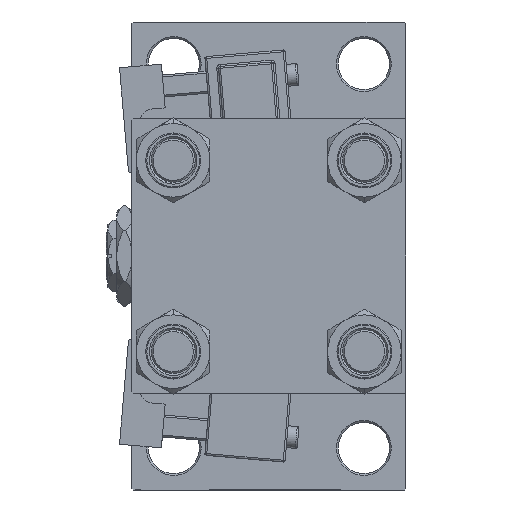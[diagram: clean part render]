
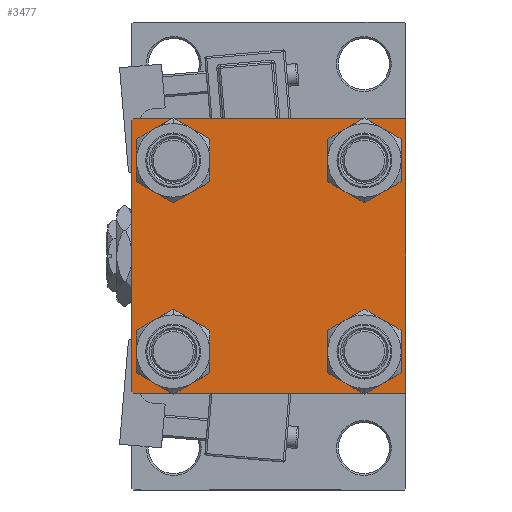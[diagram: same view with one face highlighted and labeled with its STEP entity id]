
A CAD part, left-side view. The second image highlights one B-rep face of the part: STEP entity #3477.
In plain terms, the highlighted planar face has unit normal (-1, 0, 0).
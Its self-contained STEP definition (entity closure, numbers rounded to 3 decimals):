
#86 = CIRCLE ( 'NONE', #6801, 6.5 ) ;
#88 = DIRECTION ( 'NONE',  ( 0., 0.707, -0.707 ) ) ;
#552 = CARTESIAN_POINT ( 'NONE',  ( 0., -26.15, 26.15 ) ) ;
#842 = CARTESIAN_POINT ( 'NONE',  ( 0., 37.25, -37.25 ) ) ;
#1252 = DIRECTION ( 'NONE',  ( 0., -1., 0. ) ) ;
#1540 = DIRECTION ( 'NONE',  ( 0., -1., 0. ) ) ;
#3477 = ADVANCED_FACE ( 'NONE', ( #14610, #30550, #34757, #14876, #7049 ), #47022, .T. ) ;
#4504 = VECTOR ( 'NONE', #88, 1000. ) ;
#5093 = AXIS2_PLACEMENT_3D ( 'NONE', #48559, #17456, #33397 ) ;
#5413 = VERTEX_POINT ( 'NONE', #6879 ) ;
#5707 = CARTESIAN_POINT ( 'NONE',  ( 0., 37.5, -37.5 ) ) ;
#5856 = AXIS2_PLACEMENT_3D ( 'NONE', #11213, #51460, #35541 ) ;
#6801 = AXIS2_PLACEMENT_3D ( 'NONE', #48963, #41642, #31836 ) ;
#6879 = CARTESIAN_POINT ( 'NONE',  ( 0., -37.5, 37. ) ) ;
#7033 = VECTOR ( 'NONE', #1540, 1000. ) ;
#7049 = FACE_OUTER_BOUND ( 'NONE', #32978, .T. ) ;
#7987 = CIRCLE ( 'NONE', #44671, 6.5 ) ;
#8159 = DIRECTION ( 'NONE',  ( 1., 0., 0. ) ) ;
#8603 = VERTEX_POINT ( 'NONE', #19469 ) ;
#8714 = VECTOR ( 'NONE', #41571, 1000. ) ;
#8970 = ORIENTED_EDGE ( 'NONE', *, *, #35105, .T. ) ;
#9540 = VERTEX_POINT ( 'NONE', #38380 ) ;
#9690 = LINE ( 'NONE', #45745, #8714 ) ;
#9766 = EDGE_CURVE ( 'NONE', #36220, #18862, #86, .T. ) ;
#10334 = CARTESIAN_POINT ( 'NONE',  ( 0., -37.25, -37.25 ) ) ;
#10994 = EDGE_LOOP ( 'NONE', ( #8970, #15905 ) ) ;
#11213 = CARTESIAN_POINT ( 'NONE',  ( 0., 0., 0. ) ) ;
#12053 = VECTOR ( 'NONE', #46123, 1000. ) ;
#12858 = VECTOR ( 'NONE', #1252, 1000. ) ;
#13021 = CARTESIAN_POINT ( 'NONE',  ( 0., -26.15, 26.15 ) ) ;
#13697 = VECTOR ( 'NONE', #49027, 1000. ) ;
#13950 = CARTESIAN_POINT ( 'NONE',  ( 0., 26.15, -32.65 ) ) ;
#14148 = EDGE_CURVE ( 'NONE', #44531, #15409, #28770, .T. ) ;
#14254 = LINE ( 'NONE', #10334, #41602 ) ;
#14340 = CARTESIAN_POINT ( 'NONE',  ( 0., 37., 37.5 ) ) ;
#14610 = FACE_BOUND ( 'NONE', #17066, .T. ) ;
#14806 = EDGE_CURVE ( 'NONE', #5413, #15409, #37510, .T. ) ;
#14876 = FACE_BOUND ( 'NONE', #15444, .T. ) ;
#15006 = VERTEX_POINT ( 'NONE', #39590 ) ;
#15033 = EDGE_CURVE ( 'NONE', #44531, #26170, #19467, .T. ) ;
#15409 = VERTEX_POINT ( 'NONE', #48315 ) ;
#15444 = EDGE_LOOP ( 'NONE', ( #30288, #22193 ) ) ;
#15905 = ORIENTED_EDGE ( 'NONE', *, *, #43008, .T. ) ;
#16588 = CARTESIAN_POINT ( 'NONE',  ( 0., 37., -37.5 ) ) ;
#16809 = DIRECTION ( 'NONE',  ( 0., -0.707, -0.707 ) ) ;
#17066 = EDGE_LOOP ( 'NONE', ( #48350, #44040 ) ) ;
#17445 = EDGE_CURVE ( 'NONE', #18862, #36220, #40351, .T. ) ;
#17456 = DIRECTION ( 'NONE',  ( 1., 0., 0. ) ) ;
#17507 = ORIENTED_EDGE ( 'NONE', *, *, #15033, .T. ) ;
#17833 = AXIS2_PLACEMENT_3D ( 'NONE', #37393, #45486, #26407 ) ;
#18624 = EDGE_CURVE ( 'NONE', #41811, #8603, #22178, .T. ) ;
#18862 = VERTEX_POINT ( 'NONE', #35756 ) ;
#19125 = EDGE_CURVE ( 'NONE', #26170, #35718, #9690, .T. ) ;
#19467 = LINE ( 'NONE', #40341, #4504 ) ;
#19469 = CARTESIAN_POINT ( 'NONE',  ( 0., -37., -37.5 ) ) ;
#20853 = VERTEX_POINT ( 'NONE', #36710 ) ;
#21019 = VERTEX_POINT ( 'NONE', #13950 ) ;
#22178 = LINE ( 'NONE', #5707, #12858 ) ;
#22193 = ORIENTED_EDGE ( 'NONE', *, *, #17445, .T. ) ;
#22360 = DIRECTION ( 'NONE',  ( 0., -0.707, 0.707 ) ) ;
#22759 = CARTESIAN_POINT ( 'NONE',  ( 0., 26.15, -26.15 ) ) ;
#23165 = EDGE_LOOP ( 'NONE', ( #27225, #28943 ) ) ;
#24598 = CARTESIAN_POINT ( 'NONE',  ( 0., 26.15, 32.65 ) ) ;
#25262 = CARTESIAN_POINT ( 'NONE',  ( 0., -26.15, 19.65 ) ) ;
#25323 = CIRCLE ( 'NONE', #49514, 6.5 ) ;
#26029 = LINE ( 'NONE', #38060, #13697 ) ;
#26170 = VERTEX_POINT ( 'NONE', #40583 ) ;
#26327 = ORIENTED_EDGE ( 'NONE', *, *, #46469, .T. ) ;
#26407 = DIRECTION ( 'NONE',  ( 0., 0., 1. ) ) ;
#27225 = ORIENTED_EDGE ( 'NONE', *, *, #39925, .T. ) ;
#27479 = ORIENTED_EDGE ( 'NONE', *, *, #47250, .F. ) ;
#27930 = VECTOR ( 'NONE', #16809, 1000. ) ;
#27940 = CIRCLE ( 'NONE', #49635, 6.5 ) ;
#28274 = ORIENTED_EDGE ( 'NONE', *, *, #48782, .T. ) ;
#28586 = ORIENTED_EDGE ( 'NONE', *, *, #18624, .T. ) ;
#28770 = LINE ( 'NONE', #44433, #7033 ) ;
#28943 = ORIENTED_EDGE ( 'NONE', *, *, #30300, .T. ) ;
#30288 = ORIENTED_EDGE ( 'NONE', *, *, #9766, .T. ) ;
#30300 = EDGE_CURVE ( 'NONE', #21019, #40398, #32645, .T. ) ;
#30478 = ORIENTED_EDGE ( 'NONE', *, *, #14806, .T. ) ;
#30550 = FACE_BOUND ( 'NONE', #10994, .T. ) ;
#31836 = DIRECTION ( 'NONE',  ( 0., 0., 1. ) ) ;
#32645 = CIRCLE ( 'NONE', #5093, 6.5 ) ;
#32978 = EDGE_LOOP ( 'NONE', ( #39708, #28274, #28586, #26327, #27479, #30478, #35395, #17507 ) ) ;
#33397 = DIRECTION ( 'NONE',  ( 0., 0., 1. ) ) ;
#33789 = DIRECTION ( 'NONE',  ( 1., 0., 0. ) ) ;
#34128 = DIRECTION ( 'NONE',  ( 0., 0., 1. ) ) ;
#34757 = FACE_BOUND ( 'NONE', #23165, .T. ) ;
#35105 = EDGE_CURVE ( 'NONE', #9540, #20853, #25323, .T. ) ;
#35387 = AXIS2_PLACEMENT_3D ( 'NONE', #13021, #50049, #34128 ) ;
#35395 = ORIENTED_EDGE ( 'NONE', *, *, #14148, .F. ) ;
#35541 = DIRECTION ( 'NONE',  ( 0., 0., 1. ) ) ;
#35718 = VERTEX_POINT ( 'NONE', #36181 ) ;
#35756 = CARTESIAN_POINT ( 'NONE',  ( 0., 26.15, 19.65 ) ) ;
#36181 = CARTESIAN_POINT ( 'NONE',  ( 0., 37.5, -37. ) ) ;
#36220 = VERTEX_POINT ( 'NONE', #24598 ) ;
#36676 = LINE ( 'NONE', #842, #27930 ) ;
#36710 = CARTESIAN_POINT ( 'NONE',  ( 0., -26.15, -32.65 ) ) ;
#37393 = CARTESIAN_POINT ( 'NONE',  ( 0., 26.15, 26.15 ) ) ;
#37510 = LINE ( 'NONE', #49260, #12053 ) ;
#38060 = CARTESIAN_POINT ( 'NONE',  ( 0., -37.5, 37.5 ) ) ;
#38292 = CARTESIAN_POINT ( 'NONE',  ( 0., -37.5, -37. ) ) ;
#38380 = CARTESIAN_POINT ( 'NONE',  ( 0., -26.15, -19.65 ) ) ;
#38779 = VERTEX_POINT ( 'NONE', #25262 ) ;
#38966 = DIRECTION ( 'NONE',  ( 0., 0., 1. ) ) ;
#39247 = EDGE_CURVE ( 'NONE', #15006, #38779, #40344, .T. ) ;
#39590 = CARTESIAN_POINT ( 'NONE',  ( 0., -26.15, 32.65 ) ) ;
#39708 = ORIENTED_EDGE ( 'NONE', *, *, #19125, .T. ) ;
#39925 = EDGE_CURVE ( 'NONE', #40398, #21019, #47086, .T. ) ;
#40341 = CARTESIAN_POINT ( 'NONE',  ( 0., 37.25, 37.25 ) ) ;
#40344 = CIRCLE ( 'NONE', #35387, 6.5 ) ;
#40351 = CIRCLE ( 'NONE', #17833, 6.5 ) ;
#40398 = VERTEX_POINT ( 'NONE', #46144 ) ;
#40565 = DIRECTION ( 'NONE',  ( 1., 0., 0. ) ) ;
#40583 = CARTESIAN_POINT ( 'NONE',  ( 0., 37.5, 37. ) ) ;
#40632 = EDGE_CURVE ( 'NONE', #38779, #15006, #27940, .T. ) ;
#41571 = DIRECTION ( 'NONE',  ( 0., 0., -1. ) ) ;
#41602 = VECTOR ( 'NONE', #22360, 1000. ) ;
#41642 = DIRECTION ( 'NONE',  ( 1., 0., 0. ) ) ;
#41811 = VERTEX_POINT ( 'NONE', #16588 ) ;
#42067 = AXIS2_PLACEMENT_3D ( 'NONE', #22759, #50456, #38966 ) ;
#43008 = EDGE_CURVE ( 'NONE', #20853, #9540, #7987, .T. ) ;
#44040 = ORIENTED_EDGE ( 'NONE', *, *, #40632, .T. ) ;
#44433 = CARTESIAN_POINT ( 'NONE',  ( 0., 37.5, 37.5 ) ) ;
#44531 = VERTEX_POINT ( 'NONE', #14340 ) ;
#44671 = AXIS2_PLACEMENT_3D ( 'NONE', #51038, #8159, #47636 ) ;
#45486 = DIRECTION ( 'NONE',  ( 1., 0., 0. ) ) ;
#45523 = VERTEX_POINT ( 'NONE', #38292 ) ;
#45745 = CARTESIAN_POINT ( 'NONE',  ( 0., 37.5, 37.5 ) ) ;
#46123 = DIRECTION ( 'NONE',  ( 0., 0.707, 0.707 ) ) ;
#46144 = CARTESIAN_POINT ( 'NONE',  ( 0., 26.15, -19.65 ) ) ;
#46469 = EDGE_CURVE ( 'NONE', #8603, #45523, #14254, .T. ) ;
#47022 = PLANE ( 'NONE',  #5856 ) ;
#47086 = CIRCLE ( 'NONE', #42067, 6.5 ) ;
#47197 = DIRECTION ( 'NONE',  ( 0., 0., 1. ) ) ;
#47250 = EDGE_CURVE ( 'NONE', #5413, #45523, #26029, .T. ) ;
#47636 = DIRECTION ( 'NONE',  ( 0., 0., 1. ) ) ;
#48315 = CARTESIAN_POINT ( 'NONE',  ( 0., -37., 37.5 ) ) ;
#48350 = ORIENTED_EDGE ( 'NONE', *, *, #39247, .T. ) ;
#48559 = CARTESIAN_POINT ( 'NONE',  ( 0., 26.15, -26.15 ) ) ;
#48782 = EDGE_CURVE ( 'NONE', #35718, #41811, #36676, .T. ) ;
#48963 = CARTESIAN_POINT ( 'NONE',  ( 0., 26.15, 26.15 ) ) ;
#49027 = DIRECTION ( 'NONE',  ( 0., 0., -1. ) ) ;
#49260 = CARTESIAN_POINT ( 'NONE',  ( 0., -37.25, 37.25 ) ) ;
#49514 = AXIS2_PLACEMENT_3D ( 'NONE', #49972, #33789, #49714 ) ;
#49635 = AXIS2_PLACEMENT_3D ( 'NONE', #552, #40565, #47197 ) ;
#49714 = DIRECTION ( 'NONE',  ( 0., 0., 1. ) ) ;
#49972 = CARTESIAN_POINT ( 'NONE',  ( 0., -26.15, -26.15 ) ) ;
#50049 = DIRECTION ( 'NONE',  ( 1., 0., 0. ) ) ;
#50456 = DIRECTION ( 'NONE',  ( 1., 0., 0. ) ) ;
#51038 = CARTESIAN_POINT ( 'NONE',  ( 0., -26.15, -26.15 ) ) ;
#51460 = DIRECTION ( 'NONE',  ( -1., 0., 0. ) ) ;
